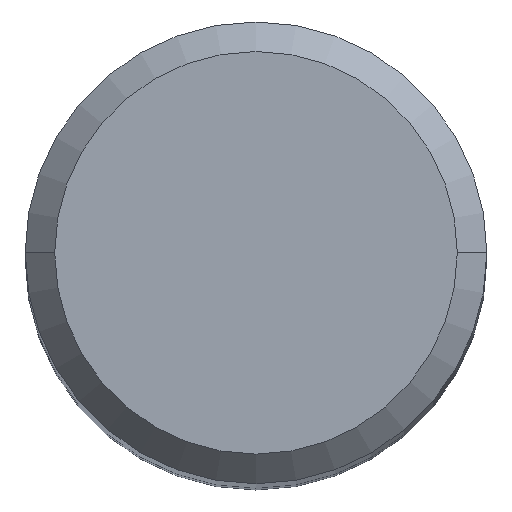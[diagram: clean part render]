
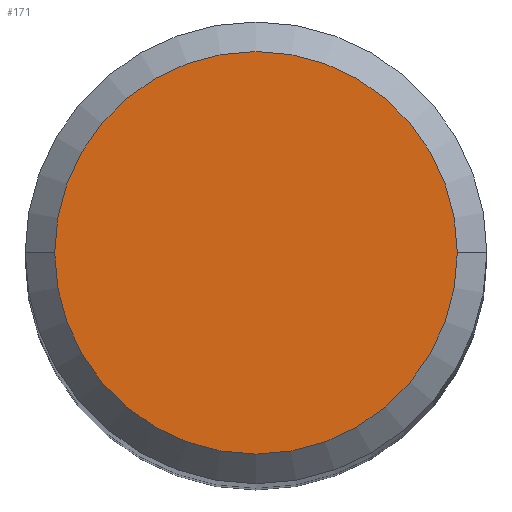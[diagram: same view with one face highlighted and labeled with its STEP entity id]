
A CAD part, top view. The second image highlights one B-rep face of the part: STEP entity #171.
In plain terms, the highlighted planar face has unit normal (0, 0, 1).
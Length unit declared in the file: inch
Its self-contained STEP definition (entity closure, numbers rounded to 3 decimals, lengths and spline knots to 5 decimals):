
#9 = DIRECTION ( 'NONE',  ( 0., 0., 1. ) ) ;
#19 = ORIENTED_EDGE ( 'NONE', *, *, #48, .T. ) ;
#21 = VERTEX_POINT ( 'NONE', #42 ) ;
#30 = CARTESIAN_POINT ( 'NONE',  ( 0., 0., 0. ) ) ;
#42 = CARTESIAN_POINT ( 'NONE',  ( -0.13625, 0., 0. ) ) ;
#47 = PLANE ( 'NONE',  #397 ) ;
#48 = EDGE_CURVE ( 'NONE', #21, #60, #187, .T. ) ;
#60 = VERTEX_POINT ( 'NONE', #281 ) ;
#86 = FACE_OUTER_BOUND ( 'NONE', #237, .T. ) ;
#96 = AXIS2_PLACEMENT_3D ( 'NONE', #30, #366, #240 ) ;
#112 = CARTESIAN_POINT ( 'NONE',  ( 0., 0., 0. ) ) ;
#119 = DIRECTION ( 'NONE',  ( 0., 0., -1. ) ) ;
#168 = CIRCLE ( 'NONE', #96, 0.13625 ) ;
#171 = ADVANCED_FACE ( 'NONE', ( #86 ), #47, .F. ) ;
#187 = CIRCLE ( 'NONE', #216, 0.13625 ) ;
#188 = DIRECTION ( 'NONE',  ( -1., 0., 0. ) ) ;
#216 = AXIS2_PLACEMENT_3D ( 'NONE', #112, #9, #243 ) ;
#237 = EDGE_LOOP ( 'NONE', ( #19, #433 ) ) ;
#240 = DIRECTION ( 'NONE',  ( 1., 0., 0. ) ) ;
#243 = DIRECTION ( 'NONE',  ( 1., 0., 0. ) ) ;
#281 = CARTESIAN_POINT ( 'NONE',  ( 0.13625, 0., 0. ) ) ;
#366 = DIRECTION ( 'NONE',  ( 0., 0., 1. ) ) ;
#397 = AXIS2_PLACEMENT_3D ( 'NONE', #429, #119, #188 ) ;
#404 = EDGE_CURVE ( 'NONE', #60, #21, #168, .T. ) ;
#429 = CARTESIAN_POINT ( 'NONE',  ( 0., 0.13625, 0. ) ) ;
#433 = ORIENTED_EDGE ( 'NONE', *, *, #404, .T. ) ;
